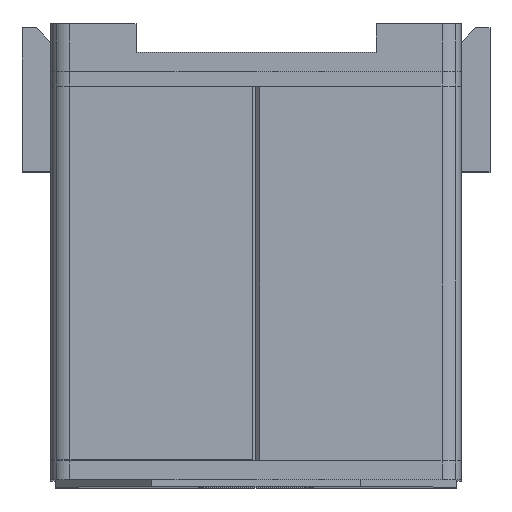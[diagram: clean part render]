
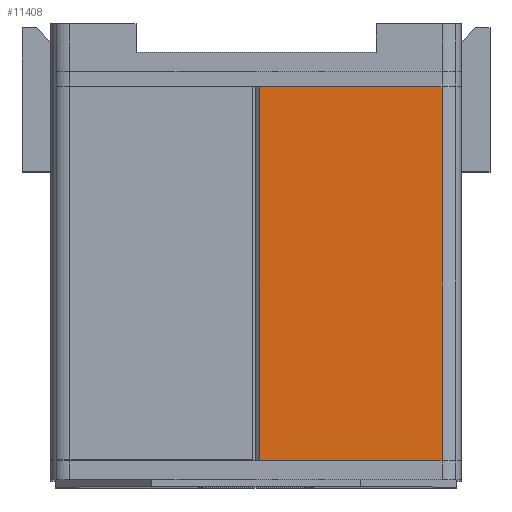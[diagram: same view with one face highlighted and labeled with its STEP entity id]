
A CAD part, top view. The second image highlights one B-rep face of the part: STEP entity #11408.
In plain terms, the highlighted planar face has unit normal (0, 0, 1).
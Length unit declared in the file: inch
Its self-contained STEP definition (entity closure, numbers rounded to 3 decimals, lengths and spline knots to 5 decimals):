
#833 = VECTOR ( 'NONE', #19816, 39.37008 ) ;
#1211 = CARTESIAN_POINT ( 'NONE',  ( 0.02953, 3.28346, 3.62205 ) ) ;
#1514 = LINE ( 'NONE', #16985, #833 ) ;
#2139 = VECTOR ( 'NONE', #16157, 39.37008 ) ;
#3001 = VERTEX_POINT ( 'NONE', #13908 ) ;
#3304 = DIRECTION ( 'NONE',  ( 0., -1., 0. ) ) ;
#3599 = PLANE ( 'NONE',  #17616 ) ;
#3678 = DIRECTION ( 'NONE',  ( 0., -1., 0. ) ) ;
#4772 = CARTESIAN_POINT ( 'NONE',  ( 0.02953, 0.21654, 3.62205 ) ) ;
#4813 = EDGE_CURVE ( 'NONE', #10061, #3001, #14788, .T. ) ;
#5756 = ORIENTED_EDGE ( 'NONE', *, *, #11233, .T. ) ;
#6354 = DIRECTION ( 'NONE',  ( 0., 0., -1. ) ) ;
#6901 = VERTEX_POINT ( 'NONE', #4772 ) ;
#7480 = EDGE_LOOP ( 'NONE', ( #16799, #5756, #13978, #16170 ) ) ;
#7562 = EDGE_CURVE ( 'NONE', #3001, #8834, #12719, .T. ) ;
#8834 = VERTEX_POINT ( 'NONE', #11202 ) ;
#10048 = CARTESIAN_POINT ( 'NONE',  ( 0.02953, 1.75197, 3.62205 ) ) ;
#10061 = VERTEX_POINT ( 'NONE', #1211 ) ;
#11202 = CARTESIAN_POINT ( 'NONE',  ( 1.52559, 0.21654, 3.62205 ) ) ;
#11233 = EDGE_CURVE ( 'NONE', #6901, #8834, #1514, .T. ) ;
#11294 = CARTESIAN_POINT ( 'NONE',  ( 1.52559, 1.75197, 3.62205 ) ) ;
#11408 = ADVANCED_FACE ( 'NONE', ( #15845 ), #3599, .F. ) ;
#12719 = LINE ( 'NONE', #11294, #2139 ) ;
#12901 = LINE ( 'NONE', #10048, #17370 ) ;
#13908 = CARTESIAN_POINT ( 'NONE',  ( 1.52559, 3.28346, 3.62205 ) ) ;
#13978 = ORIENTED_EDGE ( 'NONE', *, *, #7562, .F. ) ;
#14140 = CARTESIAN_POINT ( 'NONE',  ( 0., 1.75197, 3.62205 ) ) ;
#14788 = LINE ( 'NONE', #19352, #16298 ) ;
#15845 = FACE_OUTER_BOUND ( 'NONE', #7480, .T. ) ;
#16157 = DIRECTION ( 'NONE',  ( 0., -1., 0. ) ) ;
#16170 = ORIENTED_EDGE ( 'NONE', *, *, #4813, .F. ) ;
#16298 = VECTOR ( 'NONE', #16510, 39.37008 ) ;
#16510 = DIRECTION ( 'NONE',  ( 1., 0., 0. ) ) ;
#16799 = ORIENTED_EDGE ( 'NONE', *, *, #19789, .T. ) ;
#16985 = CARTESIAN_POINT ( 'NONE',  ( 0., 0.21654, 3.62205 ) ) ;
#17370 = VECTOR ( 'NONE', #3678, 39.37008 ) ;
#17616 = AXIS2_PLACEMENT_3D ( 'NONE', #14140, #6354, #3304 ) ;
#19352 = CARTESIAN_POINT ( 'NONE',  ( 0., 3.28346, 3.62205 ) ) ;
#19789 = EDGE_CURVE ( 'NONE', #10061, #6901, #12901, .T. ) ;
#19816 = DIRECTION ( 'NONE',  ( 1., 0., 0. ) ) ;
